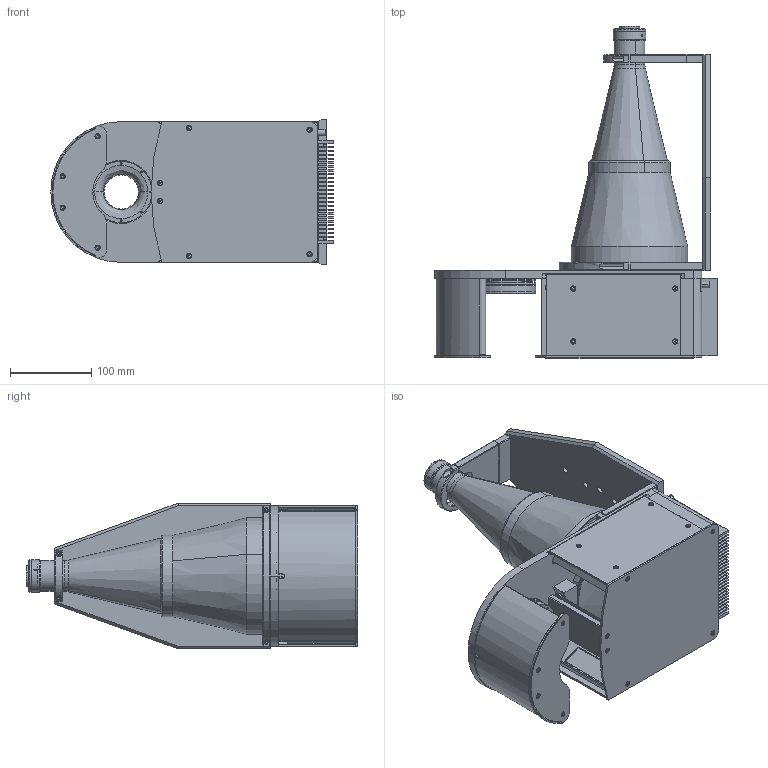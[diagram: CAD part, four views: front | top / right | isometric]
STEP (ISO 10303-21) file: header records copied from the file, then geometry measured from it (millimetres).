
FILE_DESCRIPTION (( 'STEP AP214' ), '1' );
FILE_NAME ('DP22465-B.STEP', '2016-11-08T11:59:53', ( '' ), ( '' ), 'SwSTEP 2.0', 'SolidWorks 2016', '' );
FILE_SCHEMA (( 'AUTOMOTIVE_DESIGN' ));
Length unit declared in the file: millimetre
Products named in the file (1): DP22465-B
Bounding box: 346.95 x 407.85 x 179 mm (x, y, z)
Surface area: 720553.1 mm2 (no closed solid volume)
Topology: 0 solids, 114 shells, 1006 faces, 3345 edges, 2450 vertices
Faces by surface type: plane 553, cylinder 328, torus 70, cone 51, bspline 2, sphere 2
Entity records: 48414 total; most frequent: CARTESIAN_POINT 7472, DIRECTION 6516, ORIENTED_EDGE 5208, EDGE_CURVE 3345, VERTEX_POINT 2450, AXIS2_PLACEMENT_3D 2229, LINE 2058, VECTOR 2058
